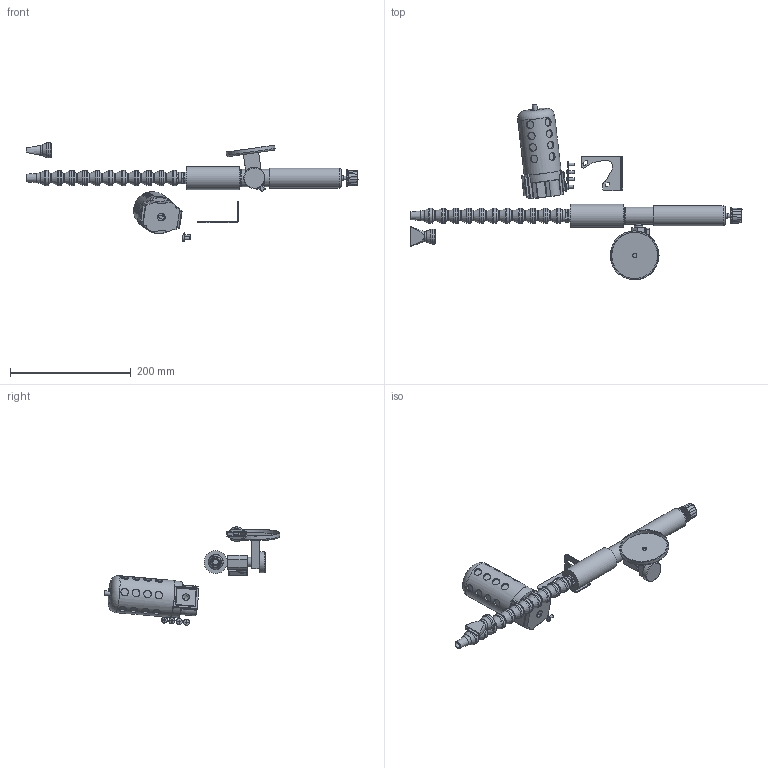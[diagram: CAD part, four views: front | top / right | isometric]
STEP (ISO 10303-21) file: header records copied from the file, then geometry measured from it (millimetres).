
FILE_DESCRIPTION((''),'2;1');
FILE_NAME('3825.stp','2008-11-20T09:22:57',('andrew steele'),(''),'Autodesk Inventor 2009','Autodesk Inventor 2009','');
FILE_SCHEMA(('AUTOMOTIVE_DESIGN { 1 0 10303 214 1 1 1 1 }'));
Length unit declared in the file: inch
Products named in the file (11): 3825; 3725; 9029; 9004; 5901; 5901-1; 5901-2; 5901-3; 5901-4; 900396; Cross Recessed Binding Head Machine Screw - Type I - Inch No. 10 - 32 - 3/8
Assembly tree (22 placements, depth 3):
  3825
    3725
    9029
    9004
    5901
      5901-1  x10
      5901-2
      5901-3
      5901-4
    900396
    Cross Recessed Binding Head Machine Screw - Type I - Inch No. 10 - 32 - 3/8  x4
Bounding box: 549.19 x 290.79 x 163.15 mm (x, y, z)
Volume: 753689.1 mm3; surface area: 161531.1 mm2
Topology: 21 solids, 21 shells, 728 faces, 1659 edges, 1016 vertices
Faces by surface type: plane 255, cylinder 204, cone 105, bspline 92, torus 53, sphere 19
Full cylindrical faces by diameter (mm): 4.826 x4, 6.35 x1, 7.144 x1, 7.555 x1, 7.937 x1, 9.246 x1, 9.525 x1, 11.951 x11, 12.7 x26, 12.751 x1, 13.494 x1, 15.875 x1, 16.256 x20, 16.544 x1, 17.463 x1, 19.304 x1, 20.752 x12, 23.368 x1, 25.057 x12, 26.988 x1, 28.575 x1, 33.045 x1, 34.925 x1, 38.1 x1, 61.468 x1, 77.168 x1, 80.963 x1
Entity records: 17650 total; most frequent: CARTESIAN_POINT 6330, DIRECTION 2341, ORIENTED_EDGE 2084, EDGE_CURVE 1042, AXIS2_PLACEMENT_3D 954, VERTEX_POINT 715, EDGE_LOOP 695, FACE_OUTER_BOUND 512
